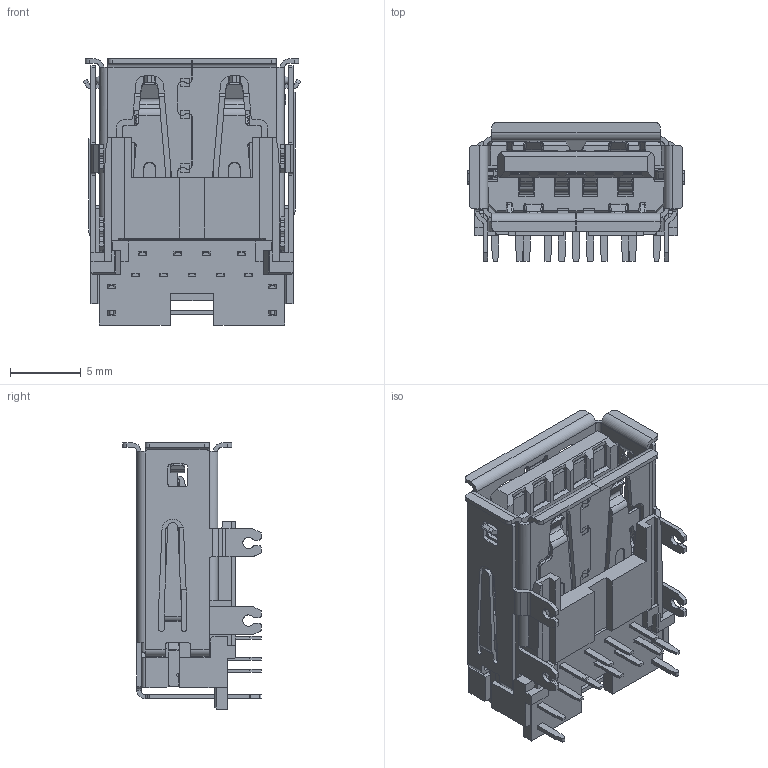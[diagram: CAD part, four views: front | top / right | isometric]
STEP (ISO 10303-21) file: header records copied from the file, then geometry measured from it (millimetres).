
FILE_DESCRIPTION (( 'STEP AP214' ), '1' );
FILE_NAME ('24-02751---Customer-P(028)A142.STEP', '2020-03-13T14:57:19', ( '' ), ( '' ), 'SwSTEP 2.0', 'SolidWorks 2018', '' );
FILE_SCHEMA (( 'AUTOMOTIVE_DESIGN' ));
Length unit declared in the file: millimetre
Products named in the file (1): 24-02751---Customer-P(028)A142
Bounding box: 15.41 x 9.8 x 18.83 mm (x, y, z)
Volume: 675 mm3; surface area: 3445.4 mm2
Topology: 1 solids, 1 shells, 2557 faces, 7332 edges, 4657 vertices
Faces by surface type: plane 1694, cylinder 612, bspline 174, torus 54, cone 19, sphere 4
Entity records: 87645 total; most frequent: CARTESIAN_POINT 18892, ORIENTED_EDGE 14640, DIRECTION 12767, EDGE_CURVE 7320, LINE 5525, VECTOR 5525, VERTEX_POINT 4649, AXIS2_PLACEMENT_3D 3621
